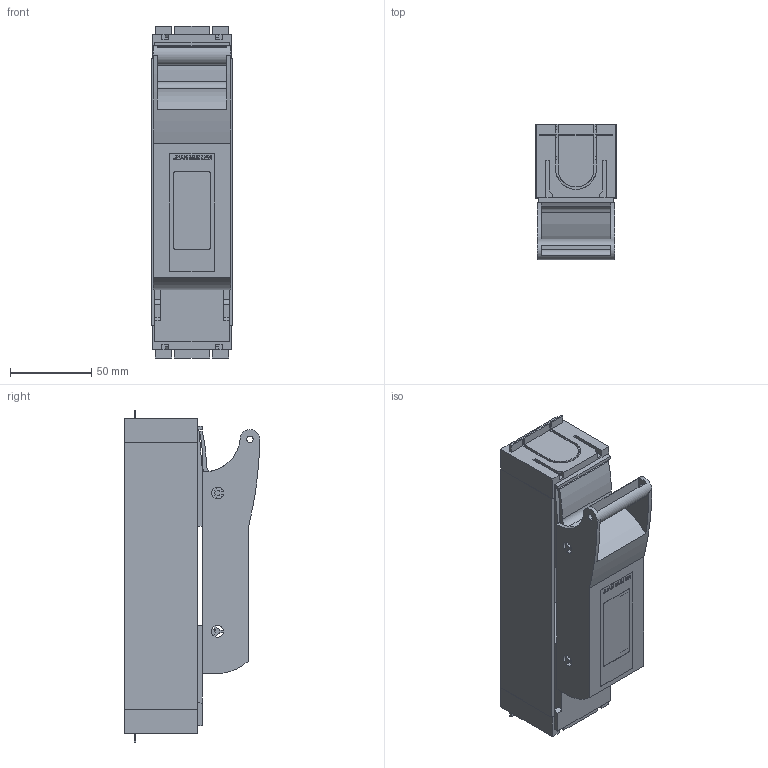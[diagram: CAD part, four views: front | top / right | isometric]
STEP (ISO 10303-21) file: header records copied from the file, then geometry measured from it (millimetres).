
FILE_DESCRIPTION(('CATIA V5 STEP'),'2;1');
FILE_NAME('T0660_NH-Sicherungslasttrennschalter-KETO-00-1_F.stp','2019-01-18T12:16:46+00:00',('none'),('Jean Müller GmbH'),'CATIA Version 5 Release 19 SP 9 (IN-10)','CATIA V5 STEP AP214','none');
FILE_SCHEMA(('AUTOMOTIVE_DESIGN { 1 0 10303 214 1 1 1 1 }'));
Length unit declared in the file: millimetre
Products named in the file (1): T0660_NH-Sicherungslasttrennschalter-KETO-00-1/F
Bounding box: 50 x 83.19 x 204 mm (x, y, z)
Volume: 363347.5 mm3; surface area: 136451.5 mm2
Topology: 13 solids, 13 shells, 879 faces, 2528 edges, 1698 vertices
Faces by surface type: plane 704, cylinder 127, cone 44, torus 4
Entity records: 27227 total; most frequent: CARTESIAN_POINT 5209, ORIENTED_EDGE 5056, DIRECTION 3646, EDGE_CURVE 2528, VECTOR 2080, LINE 2080, VERTEX_POINT 1698, AXIS2_PLACEMENT_3D 971
